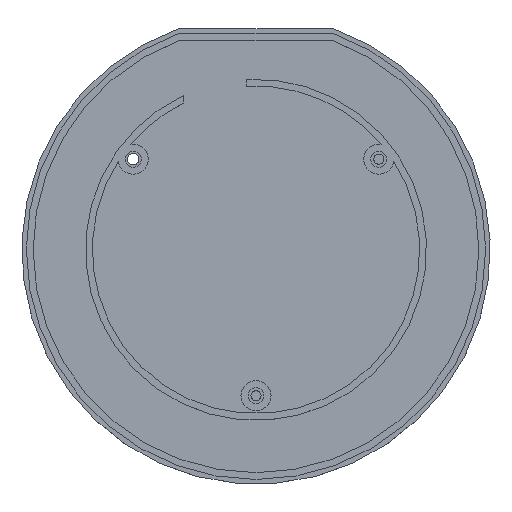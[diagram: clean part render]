
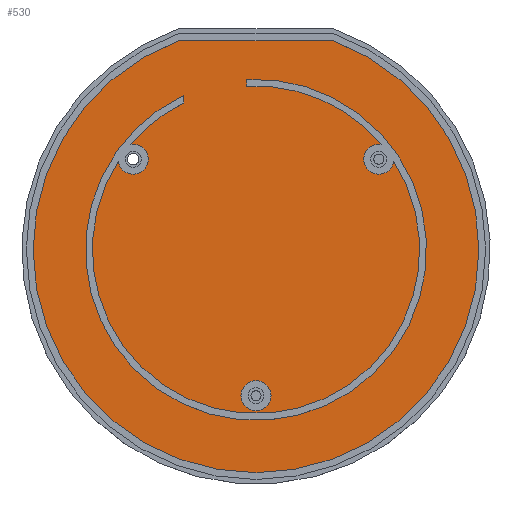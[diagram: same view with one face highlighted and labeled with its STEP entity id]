
A CAD part, top view. The second image highlights one B-rep face of the part: STEP entity #530.
In plain terms, the highlighted planar face has unit normal (0, 0, 1).
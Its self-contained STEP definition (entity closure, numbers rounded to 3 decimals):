
#24=FACE_BOUND('',#120,.T.);
#25=FACE_BOUND('',#121,.T.);
#43=PLANE('',#598);
#76=FACE_OUTER_BOUND('',#119,.T.);
#119=EDGE_LOOP('',(#466,#467,#468));
#120=EDGE_LOOP('',(#469,#470,#471,#472,#473,#474,#475,#476));
#121=EDGE_LOOP('',(#477));
#124=LINE('',#787,#161);
#128=LINE('',#795,#165);
#142=LINE('',#839,#179);
#146=LINE('',#848,#183);
#161=VECTOR('',#619,10.);
#165=VECTOR('',#625,10.);
#179=VECTOR('',#669,10.);
#183=VECTOR('',#675,10.);
#201=CIRCLE('',#544,49.);
#209=CIRCLE('',#561,36.);
#216=CIRCLE('',#577,3.3);
#219=CIRCLE('',#581,3.3);
#221=CIRCLE('',#584,3.3);
#225=CIRCLE('',#591,36.);
#226=CIRCLE('',#593,36.);
#227=CIRCLE('',#595,37.5);
#233=VERTEX_POINT('',#785);
#234=VERTEX_POINT('',#786);
#237=VERTEX_POINT('',#794);
#251=VERTEX_POINT('',#836);
#252=VERTEX_POINT('',#838);
#255=VERTEX_POINT('',#845);
#256=VERTEX_POINT('',#847);
#258=VERTEX_POINT('',#853);
#267=VERTEX_POINT('',#886);
#270=VERTEX_POINT('',#893);
#272=VERTEX_POINT('',#897);
#274=VERTEX_POINT('',#903);
#280=EDGE_CURVE('',#233,#234,#124,.T.);
#284=EDGE_CURVE('',#234,#237,#128,.T.);
#287=EDGE_CURVE('',#237,#233,#201,.T.);
#305=EDGE_CURVE('',#251,#252,#142,.T.);
#309=EDGE_CURVE('',#255,#256,#146,.T.);
#313=EDGE_CURVE('',#251,#258,#209,.T.);
#328=EDGE_CURVE('',#258,#267,#216,.T.);
#333=EDGE_CURVE('',#270,#272,#219,.T.);
#336=EDGE_CURVE('',#274,#274,#221,.T.);
#340=EDGE_CURVE('',#272,#256,#225,.T.);
#341=EDGE_CURVE('',#267,#270,#226,.T.);
#342=EDGE_CURVE('',#255,#252,#227,.T.);
#466=ORIENTED_EDGE('',*,*,#280,.T.);
#467=ORIENTED_EDGE('',*,*,#284,.T.);
#468=ORIENTED_EDGE('',*,*,#287,.T.);
#469=ORIENTED_EDGE('',*,*,#328,.T.);
#470=ORIENTED_EDGE('',*,*,#341,.T.);
#471=ORIENTED_EDGE('',*,*,#333,.T.);
#472=ORIENTED_EDGE('',*,*,#340,.T.);
#473=ORIENTED_EDGE('',*,*,#309,.F.);
#474=ORIENTED_EDGE('',*,*,#342,.T.);
#475=ORIENTED_EDGE('',*,*,#305,.F.);
#476=ORIENTED_EDGE('',*,*,#313,.T.);
#477=ORIENTED_EDGE('',*,*,#336,.T.);
#530=ADVANCED_FACE('',(#76,#24,#25),#43,.T.);
#544=AXIS2_PLACEMENT_3D('',#800,#630,#631);
#561=AXIS2_PLACEMENT_3D('',#855,#682,#683);
#577=AXIS2_PLACEMENT_3D('',#889,#722,#723);
#581=AXIS2_PLACEMENT_3D('',#899,#732,#733);
#584=AXIS2_PLACEMENT_3D('',#905,#739,#740);
#591=AXIS2_PLACEMENT_3D('',#912,#753,#754);
#593=AXIS2_PLACEMENT_3D('',#914,#757,#758);
#595=AXIS2_PLACEMENT_3D('',#916,#761,#762);
#598=AXIS2_PLACEMENT_3D('',#919,#767,#768);
#619=DIRECTION('',(-1.,0.,0.));
#625=DIRECTION('',(0.,1.,0.));
#630=DIRECTION('center_axis',(0.,0.,1.));
#631=DIRECTION('ref_axis',(-1.,0.,0.));
#669=DIRECTION('',(0.,1.,0.));
#675=DIRECTION('',(0.,-1.,0.));
#682=DIRECTION('center_axis',(0.,0.,1.));
#683=DIRECTION('ref_axis',(-1.,0.,0.));
#722=DIRECTION('center_axis',(0.,0.,-1.));
#723=DIRECTION('ref_axis',(-1.,0.,0.));
#732=DIRECTION('center_axis',(0.,0.,-1.));
#733=DIRECTION('ref_axis',(-1.,0.,0.));
#739=DIRECTION('center_axis',(0.,0.,-1.));
#740=DIRECTION('ref_axis',(-1.,0.,0.));
#753=DIRECTION('center_axis',(0.,0.,1.));
#754=DIRECTION('ref_axis',(-1.,0.,0.));
#757=DIRECTION('center_axis',(0.,0.,1.));
#758=DIRECTION('ref_axis',(-1.,0.,0.));
#761=DIRECTION('center_axis',(0.,0.,-1.));
#762=DIRECTION('ref_axis',(-1.,0.,0.));
#767=DIRECTION('center_axis',(0.,0.,1.));
#768=DIRECTION('ref_axis',(-1.,0.,0.));
#785=CARTESIAN_POINT('',(67.,96.023,-3.));
#786=CARTESIAN_POINT('',(33.,96.023,-3.));
#787=CARTESIAN_POINT('',(41.5,96.023,-3.));
#794=CARTESIAN_POINT('',(33.,96.023,-3.));
#795=CARTESIAN_POINT('',(33.,73.045,-3.));
#800=CARTESIAN_POINT('Origin',(50.,50.066,-3.));
#836=CARTESIAN_POINT('',(34.075,82.353,-3.));
#838=CARTESIAN_POINT('',(34.075,84.017,-3.));
#839=CARTESIAN_POINT('',(34.075,90.,-3.));
#845=CARTESIAN_POINT('',(48.,87.513,-3.));
#847=CARTESIAN_POINT('',(48.,86.011,-3.));
#848=CARTESIAN_POINT('',(48.,80.828,-3.));
#853=CARTESIAN_POINT('',(22.464,73.256,-3.));
#855=CARTESIAN_POINT('Origin',(50.,50.066,-3.));
#886=CARTESIAN_POINT('',(19.73,69.554,-3.));
#889=CARTESIAN_POINT('Origin',(23.,70.,-3.));
#893=CARTESIAN_POINT('',(80.27,69.553,-3.));
#897=CARTESIAN_POINT('',(77.536,73.256,-3.));
#899=CARTESIAN_POINT('Origin',(77.,70.,-3.));
#903=CARTESIAN_POINT('',(53.3,18.,-3.));
#905=CARTESIAN_POINT('Origin',(50.,18.,-3.));
#912=CARTESIAN_POINT('Origin',(50.,50.066,-3.));
#914=CARTESIAN_POINT('Origin',(50.,50.066,-3.));
#916=CARTESIAN_POINT('Origin',(50.,50.066,-3.));
#919=CARTESIAN_POINT('Origin',(50.,50.066,-3.));
